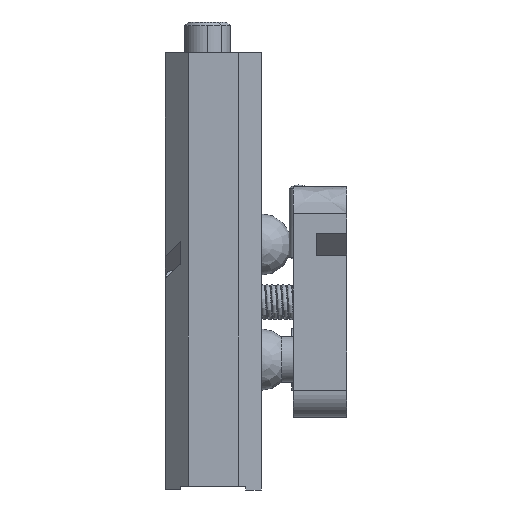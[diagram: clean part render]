
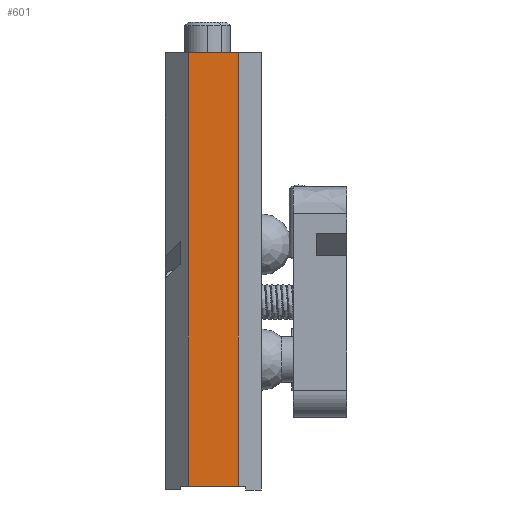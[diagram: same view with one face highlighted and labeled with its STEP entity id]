
A CAD part, left-side view. The second image highlights one B-rep face of the part: STEP entity #601.
In plain terms, the highlighted free-form (B-spline) face has degree [1, 1] with [2, 2] control points.
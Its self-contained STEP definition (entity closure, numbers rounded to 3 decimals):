
#601=ADVANCED_FACE('',(#989),#13975,.T.);
#989=FACE_OUTER_BOUND('',#1379,.T.);
#1379=EDGE_LOOP('',(#2017,#2018,#2019,#2020));
#2017=ORIENTED_EDGE('',*,*,#11443,.F.);
#2018=ORIENTED_EDGE('',*,*,#11446,.T.);
#2019=ORIENTED_EDGE('',*,*,#11447,.T.);
#2020=ORIENTED_EDGE('',*,*,#11448,.T.);
#4069=PCURVE('',#13974,#6126);
#4074=PCURVE('',#13975,#6131);
#4075=PCURVE('',#13975,#6132);
#4076=PCURVE('',#13975,#6133);
#4077=PCURVE('',#13975,#6134);
#4085=PCURVE('',#13976,#6142);
#4095=PCURVE('',#13977,#6152);
#4129=PCURVE('',#13980,#6186);
#6126=DEFINITIONAL_REPRESENTATION('',(#8231),#77316);
#6131=DEFINITIONAL_REPRESENTATION('',(#8238),#77316);
#6132=DEFINITIONAL_REPRESENTATION('',(#8240),#77316);
#6133=DEFINITIONAL_REPRESENTATION('',(#8242),#77316);
#6134=DEFINITIONAL_REPRESENTATION('',(#8244),#77316);
#6142=DEFINITIONAL_REPRESENTATION('',(#8258),#77316);
#6152=DEFINITIONAL_REPRESENTATION('',(#8266),#77316);
#6186=DEFINITIONAL_REPRESENTATION('',(#8297),#77316);
#8230=B_SPLINE_CURVE_WITH_KNOTS('',1,(#17030,#17031),.UNSPECIFIED.,.F.,
 .F.,(2,2),(0.,56.5),.UNSPECIFIED.);
#8231=B_SPLINE_CURVE_WITH_KNOTS('',1,(#17032,#17033),.UNSPECIFIED.,.F.,
 .F.,(2,2),(0.,56.5),.UNSPECIFIED.);
#8238=B_SPLINE_CURVE_WITH_KNOTS('',1,(#17046,#17047),.UNSPECIFIED.,.F.,
 .F.,(2,2),(0.,56.5),.UNSPECIFIED.);
#8239=B_SPLINE_CURVE_WITH_KNOTS('',1,(#17048,#17049),.UNSPECIFIED.,.F.,
 .F.,(2,2),(0.,6.5),.UNSPECIFIED.);
#8240=B_SPLINE_CURVE_WITH_KNOTS('',1,(#17050,#17051),.UNSPECIFIED.,.F.,
 .F.,(2,2),(0.,6.5),.UNSPECIFIED.);
#8241=B_SPLINE_CURVE_WITH_KNOTS('',1,(#17052,#17053),.UNSPECIFIED.,.F.,
 .F.,(2,2),(-56.5,0.),.UNSPECIFIED.);
#8242=B_SPLINE_CURVE_WITH_KNOTS('',1,(#17054,#17055),.UNSPECIFIED.,.F.,
 .F.,(2,2),(-56.5,0.),.UNSPECIFIED.);
#8243=B_SPLINE_CURVE_WITH_KNOTS('',1,(#17056,#17057),.UNSPECIFIED.,.F.,
 .F.,(2,2),(-6.5,0.),.UNSPECIFIED.);
#8244=B_SPLINE_CURVE_WITH_KNOTS('',1,(#17058,#17059),.UNSPECIFIED.,.F.,
 .F.,(2,2),(-6.5,0.),.UNSPECIFIED.);
#8258=B_SPLINE_CURVE_WITH_KNOTS('',1,(#17086,#17087),.UNSPECIFIED.,.F.,
 .F.,(2,2),(0.,6.5),.UNSPECIFIED.);
#8266=B_SPLINE_CURVE_WITH_KNOTS('',1,(#17122,#17123),.UNSPECIFIED.,.F.,
 .F.,(2,2),(-56.5,0.),.UNSPECIFIED.);
#8297=B_SPLINE_CURVE_WITH_KNOTS('',1,(#17216,#17217),.UNSPECIFIED.,.F.,
 .F.,(2,2),(-6.5,0.),.UNSPECIFIED.);
#10353=SURFACE_CURVE('',#8230,(#4069,#4074),.PCURVE_S1.);
#10356=SURFACE_CURVE('',#8239,(#4075,#4085),.PCURVE_S1.);
#10357=SURFACE_CURVE('',#8241,(#4076,#4095),.PCURVE_S1.);
#10358=SURFACE_CURVE('',#8243,(#4077,#4129),.PCURVE_S1.);
#11443=EDGE_CURVE('',#13369,#13370,#10353,.T.);
#11446=EDGE_CURVE('',#13369,#13371,#10356,.T.);
#11447=EDGE_CURVE('',#13371,#13372,#10357,.T.);
#11448=EDGE_CURVE('',#13372,#13370,#10358,.T.);
#13369=VERTEX_POINT('',#15448);
#13370=VERTEX_POINT('',#15449);
#13371=VERTEX_POINT('',#15450);
#13372=VERTEX_POINT('',#15451);
#13974=B_SPLINE_SURFACE_WITH_KNOTS('',1,1,((#15257,#15258),(#15259,#15260)),
 .UNSPECIFIED.,.F.,.F.,.F.,(2,2),(2,2),(0.,5.431),
(0.,68.64),.UNSPECIFIED.);
#13975=B_SPLINE_SURFACE_WITH_KNOTS('',1,1,((#15261,#15262),(#15263,#15264)),
 .UNSPECIFIED.,.F.,.F.,.F.,(2,2),(2,2),(-68.04,0.),
(-8.04,0.),.UNSPECIFIED.);
#13976=B_SPLINE_SURFACE_WITH_KNOTS('',1,1,((#15265,#15266),(#15267,#15268)),
 .UNSPECIFIED.,.F.,.F.,.F.,(2,2),(2,2),(-15.24,0.),
(0.,36.24),.UNSPECIFIED.);
#13977=B_SPLINE_SURFACE_WITH_KNOTS('',1,1,((#15269,#15270),(#15271,#15272)),
 .UNSPECIFIED.,.F.,.F.,.F.,(2,2),(2,2),(0.,5.431),
(0.,68.64),.UNSPECIFIED.);
#13980=B_SPLINE_SURFACE_WITH_KNOTS('',1,1,((#15281,#15282),(#15283,#15284)),
 .UNSPECIFIED.,.F.,.F.,.F.,(2,2),(2,2),(0.,10.44),
(-36.24,0.),.UNSPECIFIED.);
#15257=CARTESIAN_POINT('',(-191.658,-121.453,64.1));
#15258=CARTESIAN_POINT('',(-191.658,-52.813,64.1));
#15259=CARTESIAN_POINT('',(-187.818,-121.453,67.94));
#15260=CARTESIAN_POINT('',(-187.818,-52.813,67.94));
#15261=CARTESIAN_POINT('',(-191.238,-52.863,57.25));
#15262=CARTESIAN_POINT('',(-191.238,-52.863,65.29));
#15263=CARTESIAN_POINT('',(-191.238,-120.903,57.25));
#15264=CARTESIAN_POINT('',(-191.238,-120.903,65.29));
#15265=CARTESIAN_POINT('',(-194.358,-58.633,53.65));
#15266=CARTESIAN_POINT('',(-158.118,-58.633,53.65));
#15267=CARTESIAN_POINT('',(-194.358,-58.633,68.89));
#15268=CARTESIAN_POINT('',(-158.118,-58.633,68.89));
#15269=CARTESIAN_POINT('',(-187.818,-121.453,54.6));
#15270=CARTESIAN_POINT('',(-187.818,-52.813,54.6));
#15271=CARTESIAN_POINT('',(-191.658,-121.453,58.44));
#15272=CARTESIAN_POINT('',(-191.658,-52.813,58.44));
#15281=CARTESIAN_POINT('',(-194.358,-115.133,66.49));
#15282=CARTESIAN_POINT('',(-158.118,-115.133,66.49));
#15283=CARTESIAN_POINT('',(-194.358,-115.133,56.05));
#15284=CARTESIAN_POINT('',(-158.118,-115.133,56.05));
#15448=CARTESIAN_POINT('',(-191.238,-58.633,64.52));
#15449=CARTESIAN_POINT('',(-191.238,-115.133,64.52));
#15450=CARTESIAN_POINT('',(-191.238,-58.633,58.02));
#15451=CARTESIAN_POINT('',(-191.238,-115.133,58.02));
#17030=CARTESIAN_POINT('',(-191.238,-58.633,64.52));
#17031=CARTESIAN_POINT('',(-191.238,-115.133,64.52));
#17032=CARTESIAN_POINT('',(0.594,62.82));
#17033=CARTESIAN_POINT('',(0.594,6.32));
#17046=CARTESIAN_POINT('',(-62.27,-0.77));
#17047=CARTESIAN_POINT('',(-5.77,-0.77));
#17048=CARTESIAN_POINT('',(-191.238,-58.633,64.52));
#17049=CARTESIAN_POINT('',(-191.238,-58.633,58.02));
#17050=CARTESIAN_POINT('',(-62.27,-0.77));
#17051=CARTESIAN_POINT('',(-62.27,-7.27));
#17052=CARTESIAN_POINT('',(-191.238,-58.633,58.02));
#17053=CARTESIAN_POINT('',(-191.238,-115.133,58.02));
#17054=CARTESIAN_POINT('',(-62.27,-7.27));
#17055=CARTESIAN_POINT('',(-5.77,-7.27));
#17056=CARTESIAN_POINT('',(-191.238,-115.133,58.02));
#17057=CARTESIAN_POINT('',(-191.238,-115.133,64.52));
#17058=CARTESIAN_POINT('',(-5.77,-7.27));
#17059=CARTESIAN_POINT('',(-5.77,-0.77));
#17086=CARTESIAN_POINT('',(-4.37,3.12));
#17087=CARTESIAN_POINT('',(-10.87,3.12));
#17122=CARTESIAN_POINT('',(4.837,62.82));
#17123=CARTESIAN_POINT('',(4.837,6.32));
#17216=CARTESIAN_POINT('',(8.47,-33.12));
#17217=CARTESIAN_POINT('',(1.97,-33.12));
#77316=(
GEOMETRIC_REPRESENTATION_CONTEXT(2)
PARAMETRIC_REPRESENTATION_CONTEXT()
REPRESENTATION_CONTEXT('pspace','')
);
